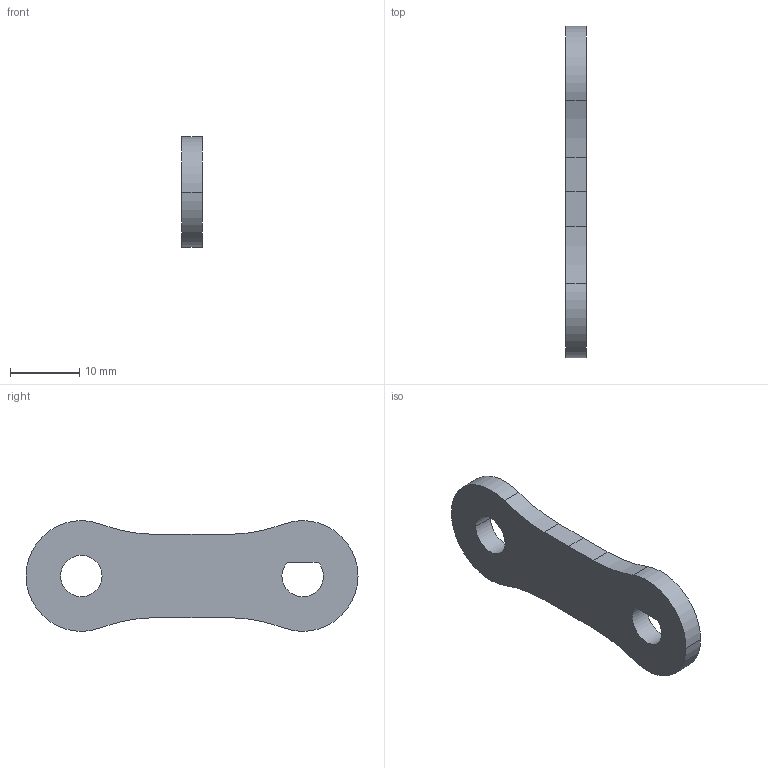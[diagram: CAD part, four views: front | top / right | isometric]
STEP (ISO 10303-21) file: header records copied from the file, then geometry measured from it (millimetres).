
FILE_DESCRIPTION(('CATIA V5 STEP Exchange'),'2;1');
FILE_NAME('LevierAileron.stp','2019-06-01T21:33:21+00:00',('none'),('none'),'CATIA Version 5 Release 19 GA (IN-10)','CATIA V5 STEP AP203','none');
FILE_SCHEMA(('CONFIG_CONTROL_DESIGN'));
Length unit declared in the file: millimetre
Products named in the file (1): LevierAileron
Bounding box: 3 x 48 x 15.99 mm (x, y, z)
Volume: 1704.5 mm3; surface area: 1593.4 mm2
Topology: 1 solids, 1 shells, 18 faces, 48 edges, 32 vertices
Faces by surface type: cylinder 11, plane 7
Entity records: 577 total; most frequent: ORIENTED_EDGE 96, CARTESIAN_POINT 94, DIRECTION 74, EDGE_CURVE 48, AXIS2_PLACEMENT_3D 36, VERTEX_POINT 32, VECTOR 26, LINE 26
